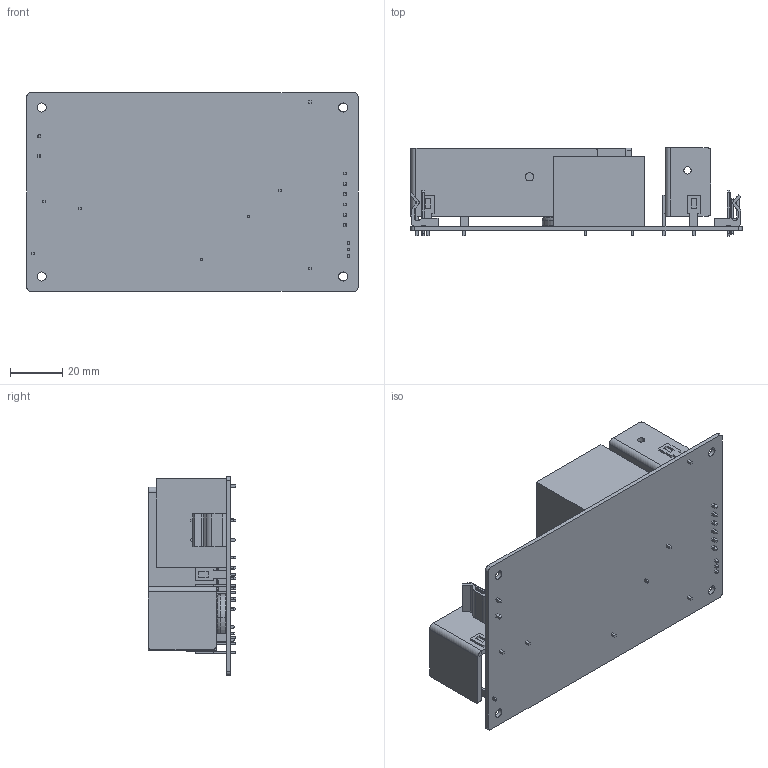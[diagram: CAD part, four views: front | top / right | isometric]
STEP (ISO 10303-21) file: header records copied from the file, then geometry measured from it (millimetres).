
FILE_DESCRIPTION((''),'2;1');
FILE_NAME('MPE-G123_5_6_-SB_-TS_ASM','2017-08-21T',('Abe'),(''),'PRO/ENGINEER BY PARAMETRIC TECHNOLOGY CORPORATION, 2011080','PRO/ENGINEER BY PARAMETRIC TECHNOLOGY CORPORATION, 2011080','');
FILE_SCHEMA(('CONFIG_CONTROL_DESIGN'));
Length unit declared in the file: millimetre
Products named in the file (14): 850-G20X; 800-G20P; HEAT_SINK_PIN; 800-G20P_ASM; 800-G20M; 800-G20M_ASM; 710-8089-02; 710-8673-06; 800-G123; 800-G123_ASM; 360-G123_5_6; 242-S112-MG; 710-8812-03; MPE-G123_5_6_-SB_-TS_ASM
Assembly tree (20 placements, depth 3):
  MPE-G123_5_6_-SB_-TS_ASM
    850-G20X
    800-G20P_ASM
      800-G20P
      HEAT_SINK_PIN  x3
    800-G20M_ASM
      800-G20M
      HEAT_SINK_PIN  x2
    710-8089-02
    710-8673-06
    800-G123_ASM
      800-G123
      HEAT_SINK_PIN  x3
    360-G123_5_6
    242-S112-MG
    710-8812-03
Bounding box: 127.3 x 33.7 x 76.2 mm (x, y, z)
Volume: 69718.2 mm3; surface area: 46373.3 mm2
Topology: 17 solids, 17 shells, 931 faces, 2506 edges, 1648 vertices
Faces by surface type: plane 799, cylinder 122, torus 10
Entity records: 25617 total; most frequent: CARTESIAN_POINT 5004, ORIENTED_EDGE 4340, DIRECTION 3964, EDGE_CURVE 2170, VECTOR 1852, LINE 1852, VERTEX_POINT 1424, AXIS2_PLACEMENT_3D 1056
